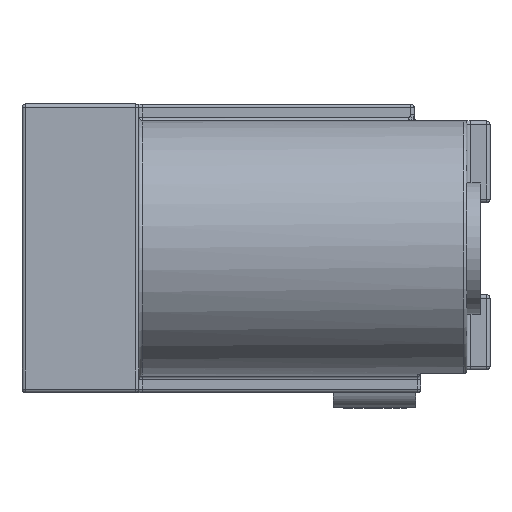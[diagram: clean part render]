
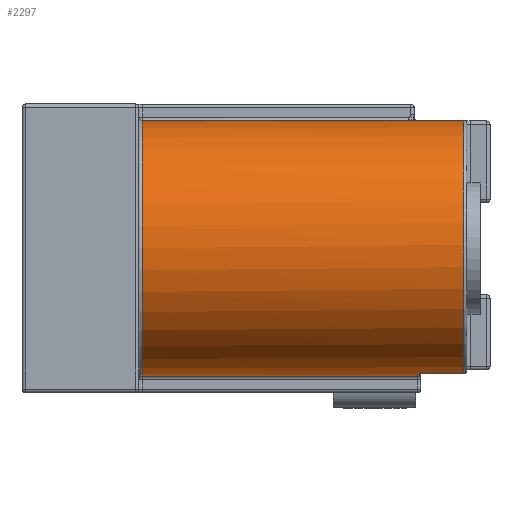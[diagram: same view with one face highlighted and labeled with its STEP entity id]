
A CAD part, top view. The second image highlights one B-rep face of the part: STEP entity #2297.
In plain terms, the highlighted cylindrical face has radius 3.875 mm (diameter 7.75 mm), a partial arc.
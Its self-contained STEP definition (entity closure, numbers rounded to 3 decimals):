
#137=CYLINDRICAL_SURFACE('',#2600,3.875);
#198=LINE('',#4168,#341);
#230=LINE('',#4316,#373);
#234=LINE('',#4325,#377);
#241=LINE('',#4339,#384);
#341=VECTOR('',#3017,1.2);
#373=VECTOR('',#3201,8.35);
#377=VECTOR('',#3215,8.075);
#384=VECTOR('',#3232,1.275);
#625=FACE_OUTER_BOUND('',#786,.T.);
#786=EDGE_LOOP('',(#2041,#2042,#2043,#2044,#2045,#2046,#2047,#2048,#2049,
#2050));
#904=CIRCLE('',#2457,3.875);
#956=CIRCLE('',#2541,3.875);
#968=CIRCLE('',#2566,3.875);
#996=B_SPLINE_CURVE_WITH_KNOTS('',3,(#3700,#3701,#3702,#3703),
 .UNSPECIFIED.,.F.,.F.,(4,4),(0.5,1.),.UNSPECIFIED.);
#998=B_SPLINE_CURVE_WITH_KNOTS('',3,(#3750,#3751,#3752,#3753),
 .UNSPECIFIED.,.F.,.F.,(4,4),(0.,0.5),.UNSPECIFIED.);
#1001=B_SPLINE_CURVE_WITH_KNOTS('',3,(#4161,#4162,#4163,#4164,#4165),
 .UNSPECIFIED.,.F.,.F.,(4,1,4),(-0.032,-0.014,
0.),.UNSPECIFIED.);
#1012=VERTEX_POINT('',#3692);
#1013=VERTEX_POINT('',#3699);
#1015=VERTEX_POINT('',#3748);
#1091=VERTEX_POINT('',#4014);
#1094=VERTEX_POINT('',#4021);
#1111=VERTEX_POINT('',#4158);
#1112=VERTEX_POINT('',#4160);
#1127=VERTEX_POINT('',#4215);
#1128=VERTEX_POINT('',#4219);
#1140=VERTEX_POINT('',#4262);
#1200=EDGE_CURVE('',#1012,#1013,#996,.T.);
#1204=EDGE_CURVE('',#1015,#1012,#998,.T.);
#1320=EDGE_CURVE('',#1091,#1094,#904,.T.);
#1352=EDGE_CURVE('',#1111,#1112,#1001,.T.);
#1354=EDGE_CURVE('',#1094,#1111,#198,.T.);
#1406=EDGE_CURVE('',#1140,#1127,#956,.T.);
#1431=EDGE_CURVE('',#1128,#1140,#230,.T.);
#1435=EDGE_CURVE('',#1112,#1128,#968,.T.);
#1437=EDGE_CURVE('',#1127,#1015,#234,.T.);
#1445=EDGE_CURVE('',#1013,#1091,#241,.T.);
#2041=ORIENTED_EDGE('',*,*,#1406,.F.);
#2042=ORIENTED_EDGE('',*,*,#1431,.F.);
#2043=ORIENTED_EDGE('',*,*,#1435,.F.);
#2044=ORIENTED_EDGE('',*,*,#1352,.F.);
#2045=ORIENTED_EDGE('',*,*,#1354,.F.);
#2046=ORIENTED_EDGE('',*,*,#1320,.F.);
#2047=ORIENTED_EDGE('',*,*,#1445,.F.);
#2048=ORIENTED_EDGE('',*,*,#1200,.F.);
#2049=ORIENTED_EDGE('',*,*,#1204,.F.);
#2050=ORIENTED_EDGE('',*,*,#1437,.F.);
#2297=ADVANCED_FACE('',(#625),#137,.T.);
#2457=AXIS2_PLACEMENT_3D('',#4031,#2943,#2944);
#2541=AXIS2_PLACEMENT_3D('',#4270,#3143,#3144);
#2566=AXIS2_PLACEMENT_3D('',#4322,#3210,#3211);
#2600=AXIS2_PLACEMENT_3D('',#4388,#3308,#3309);
#2943=DIRECTION('center_axis',(-1.,0.,0.));
#2944=DIRECTION('ref_axis',(0.,-0.097,0.995));
#3017=DIRECTION('',(1.,0.,0.));
#3143=DIRECTION('center_axis',(1.,0.,0.));
#3144=DIRECTION('ref_axis',(0.,0.,1.));
#3201=DIRECTION('',(1.,0.,0.));
#3210=DIRECTION('center_axis',(-1.,0.,0.));
#3211=DIRECTION('ref_axis',(0.,0.997,0.071));
#3215=DIRECTION('',(-1.,0.,0.));
#3232=DIRECTION('',(-1.,0.,0.));
#3308=DIRECTION('center_axis',(1.,0.,0.));
#3309=DIRECTION('ref_axis',(0.,-1.,-0.026));
#3692=CARTESIAN_POINT('',(-8.375,-3.875,6.351));
#3699=CARTESIAN_POINT('',(-8.575,-3.874,6.301));
#3700=CARTESIAN_POINT('Ctrl Pts',(-8.375,-3.875,6.351));
#3701=CARTESIAN_POINT('Ctrl Pts',(-8.463,-3.874,6.321));
#3702=CARTESIAN_POINT('Ctrl Pts',(-8.555,-3.874,6.301));
#3703=CARTESIAN_POINT('Ctrl Pts',(-8.575,-3.874,6.301));
#3748=CARTESIAN_POINT('',(-8.175,-3.875,6.4));
#3750=CARTESIAN_POINT('Ctrl Pts',(-8.175,-3.875,6.4));
#3751=CARTESIAN_POINT('Ctrl Pts',(-8.195,-3.875,6.4));
#3752=CARTESIAN_POINT('Ctrl Pts',(-8.286,-3.875,6.38));
#3753=CARTESIAN_POINT('Ctrl Pts',(-8.375,-3.875,6.351));
#4014=CARTESIAN_POINT('',(-9.85,-3.874,6.301));
#4021=CARTESIAN_POINT('',(-9.85,3.798,7.17));
#4031=CARTESIAN_POINT('Origin',(-9.85,0.,6.4));
#4158=CARTESIAN_POINT('',(-8.65,3.798,7.17));
#4160=CARTESIAN_POINT('',(-8.45,3.834,6.965));
#4161=CARTESIAN_POINT('Ctrl Pts',(-8.65,3.798,7.17));
#4162=CARTESIAN_POINT('Ctrl Pts',(-8.59,3.798,7.17));
#4163=CARTESIAN_POINT('Ctrl Pts',(-8.486,3.809,7.117));
#4164=CARTESIAN_POINT('Ctrl Pts',(-8.45,3.827,7.01));
#4165=CARTESIAN_POINT('Ctrl Pts',(-8.45,3.834,6.965));
#4168=CARTESIAN_POINT('',(-8.35,3.798,7.17));
#4215=CARTESIAN_POINT('',(-0.1,-3.875,6.4));
#4219=CARTESIAN_POINT('',(-8.45,3.875,6.4));
#4262=CARTESIAN_POINT('',(-0.1,3.875,6.4));
#4270=CARTESIAN_POINT('Origin',(-0.1,0.,6.4));
#4316=CARTESIAN_POINT('',(-8.35,3.875,6.4));
#4322=CARTESIAN_POINT('Origin',(-8.45,0.,6.4));
#4325=CARTESIAN_POINT('',(-8.35,-3.875,6.4));
#4339=CARTESIAN_POINT('',(-8.35,-3.874,6.301));
#4388=CARTESIAN_POINT('Origin',(-8.35,0.,6.4));
